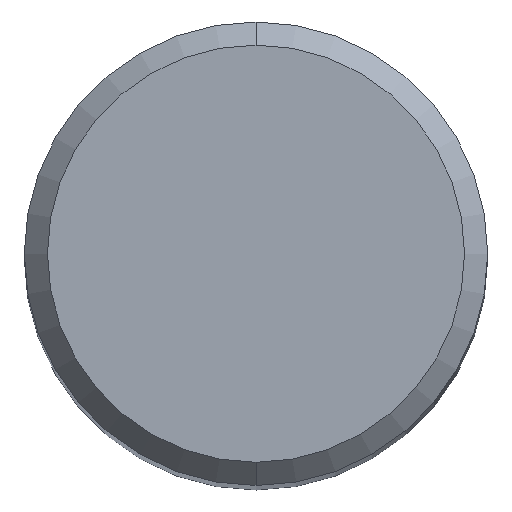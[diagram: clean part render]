
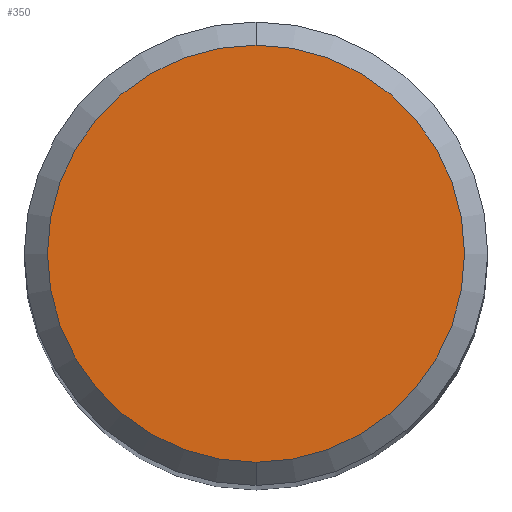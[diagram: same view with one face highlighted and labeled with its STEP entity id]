
A CAD part, top view. The second image highlights one B-rep face of the part: STEP entity #350.
In plain terms, the highlighted planar face has unit normal (0, 0, 1).
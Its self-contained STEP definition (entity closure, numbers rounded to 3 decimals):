
#220=VERTEX_POINT('',#526);
#332=VERTEX_POINT('',#653);
#340=EDGE_CURVE('',#332,#220,#662,.T.);
#346=EDGE_CURVE('',#220,#332,#668,.T.);
#350=ADVANCED_FACE('',(#672),#673,.T.);
#526=CARTESIAN_POINT('',(0.0,4.5,0.0));
#653=CARTESIAN_POINT('',(0.,-4.5,0.0));
#662=CIRCLE('',#1146,4.5);
#668=CIRCLE('',#1156,4.5);
#672=FACE_OUTER_BOUND('',#1160,.T.);
#673=PLANE('',#1161);
#1146=AXIS2_PLACEMENT_3D('',#1687,#1688,#1689);
#1156=AXIS2_PLACEMENT_3D('',#1694,#1695,#1696);
#1160=EDGE_LOOP('',(#1698,#1699));
#1161=AXIS2_PLACEMENT_3D('',#1700,#1701,#1702);
#1687=CARTESIAN_POINT('',(0.0,0.0,0.0));
#1688=DIRECTION('',(0.0,0.0,-1.0));
#1689=DIRECTION('',(0.0,1.0,0.0));
#1694=CARTESIAN_POINT('',(0.0,0.0,0.0));
#1695=DIRECTION('',(0.0,0.0,-1.0));
#1696=DIRECTION('',(0.0,1.0,0.0));
#1698=ORIENTED_EDGE('',*,*,#346,.F.);
#1699=ORIENTED_EDGE('',*,*,#340,.F.);
#1700=CARTESIAN_POINT('',(0.0,2.25,0.0));
#1701=DIRECTION('',(-0.0,0.0,1.0));
#1702=DIRECTION('',(0.0,-1.0,0.0));
